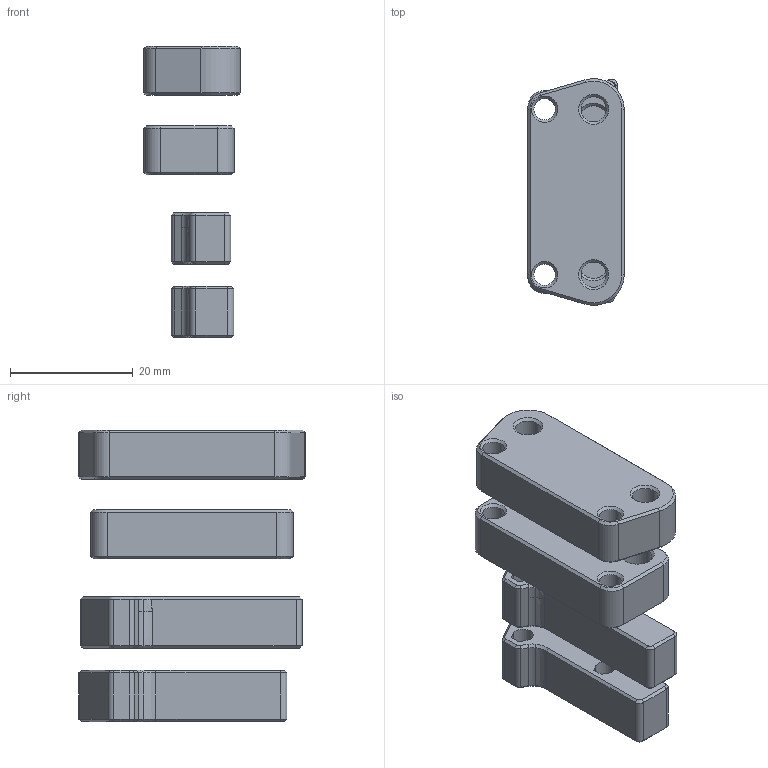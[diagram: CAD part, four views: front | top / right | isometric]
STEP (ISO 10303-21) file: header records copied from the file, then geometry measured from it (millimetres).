
FILE_DESCRIPTION(/* description */ (''),/* implementation_level */ '2;1');
FILE_NAME(/* name */ 'Kusba-SB&MiniAB-Mounts.step',/* time_stamp */ '2022-08-03T22:56:18-05:00',/* author */ (''),/* organization */ (''),/* preprocessor_version */ 'ST-DEVELOPER v19',/* originating_system */ 'Autodesk Translation Framework v11.7.0.108',/* authorisation */ '');
FILE_SCHEMA (('AUTOMOTIVE_DESIGN { 1 0 10303 214 3 1 1 }'));
Length unit declared in the file: millimetre
Products named in the file (5): Kusba mounts; v2.0&v2.1-MiniAB; v2.3-SB; v2.0&v2.1-SB; v2.3-MiniAB
Assembly tree (4 placements, depth 2):
  Kusba mounts
    v2.0&v2.1-MiniAB
    v2.3-SB
    v2.0&v2.1-SB
    v2.3-MiniAB
Bounding box: 15.75 x 36.99 x 47.59 mm (x, y, z)
Volume: 10894.4 mm3; surface area: 6874.6 mm2
Topology: 4 solids, 4 shells, 188 faces, 430 edges, 253 vertices
Faces by surface type: plane 84, cone 62, cylinder 37, bspline 5
Full cylindrical faces by diameter (mm): 3.5 x4, 4.1 x4, 4.7 x4
Entity records: 5476 total; most frequent: CARTESIAN_POINT 1029, DIRECTION 931, ORIENTED_EDGE 860, EDGE_CURVE 430, AXIS2_PLACEMENT_3D 329, LINE 273, VECTOR 273, VERTEX_POINT 253
